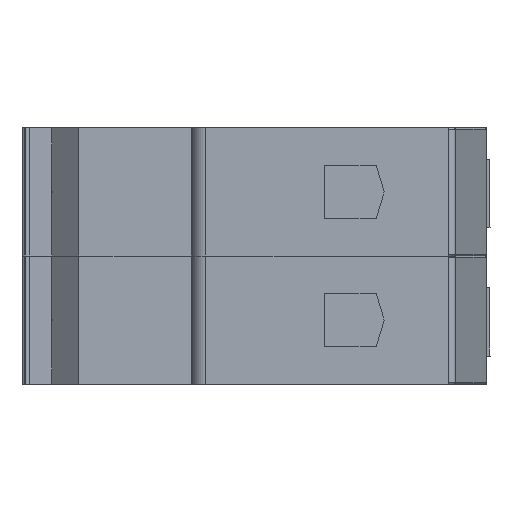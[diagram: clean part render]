
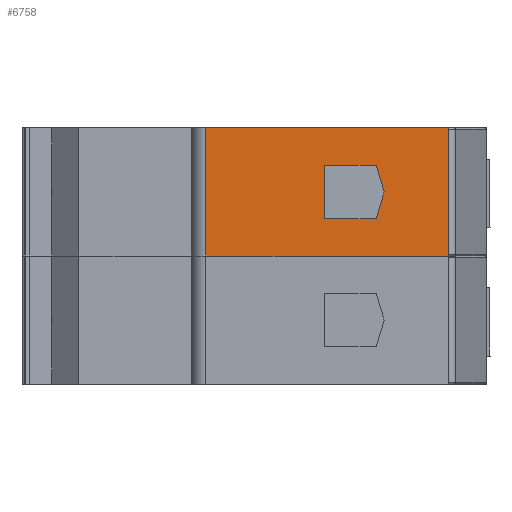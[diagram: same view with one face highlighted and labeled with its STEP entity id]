
A CAD part, left-side view. The second image highlights one B-rep face of the part: STEP entity #6758.
In plain terms, the highlighted planar face has unit normal (-1, 0, 0).
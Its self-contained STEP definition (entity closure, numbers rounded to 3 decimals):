
#368 = LINE ( 'NONE', #17541, #17831 ) ;
#562 = LINE ( 'NONE', #7025, #9404 ) ;
#996 = DIRECTION ( 'NONE',  ( 0., 0., 1. ) ) ;
#1095 = CARTESIAN_POINT ( 'NONE',  ( -48.325, -26.592, 82.24 ) ) ;
#1106 = EDGE_LOOP ( 'NONE', ( #17693, #17727, #18426, #18683, #18808, #19089 ) ) ;
#1200 = DIRECTION ( 'NONE',  ( 0., -0.285, 0.959 ) ) ;
#1543 = CARTESIAN_POINT ( 'NONE',  ( -48.325, -17.644, 82.24 ) ) ;
#1558 = LINE ( 'NONE', #1095, #18437 ) ;
#1708 = CARTESIAN_POINT ( 'NONE',  ( -48.325, -16.544, 85.94 ) ) ;
#1897 = EDGE_CURVE ( 'NONE', #5846, #6611, #1558, .T. ) ;
#2084 = VECTOR ( 'NONE', #13663, 1000. ) ;
#2146 = CARTESIAN_POINT ( 'NONE',  ( -48.325, 15.426, 91.14 ) ) ;
#2225 = EDGE_LOOP ( 'NONE', ( #14429, #15227, #15866, #16625, #16689 ) ) ;
#2484 = VECTOR ( 'NONE', #9557, 1000. ) ;
#2603 = DIRECTION ( 'NONE',  ( 0., 0.285, 0.959 ) ) ;
#2604 = CARTESIAN_POINT ( 'NONE',  ( -48.325, -16.544, 78.54 ) ) ;
#2683 = EDGE_CURVE ( 'NONE', #18465, #19320, #11536, .T. ) ;
#2813 = EDGE_CURVE ( 'NONE', #12259, #18465, #5373, .T. ) ;
#2877 = EDGE_CURVE ( 'NONE', #15364, #12259, #4839, .T. ) ;
#2932 = EDGE_CURVE ( 'NONE', #8306, #15364, #9489, .T. ) ;
#3030 = EDGE_CURVE ( 'NONE', #19320, #8306, #368, .T. ) ;
#3210 = EDGE_CURVE ( 'NONE', #13350, #7791, #19303, .T. ) ;
#3404 = FACE_OUTER_BOUND ( 'NONE', #1106, .T. ) ;
#3538 = EDGE_CURVE ( 'NONE', #5846, #9579, #9425, .T. ) ;
#3725 = EDGE_CURVE ( 'NONE', #20035, #6611, #562, .T. ) ;
#4461 = DIRECTION ( 'NONE',  ( -1., 0., 0. ) ) ;
#4839 = LINE ( 'NONE', #1543, #17331 ) ;
#4924 = DIRECTION ( 'NONE',  ( 0., 1., 0. ) ) ;
#4949 = VECTOR ( 'NONE', #5565, 1000. ) ;
#4969 = CARTESIAN_POINT ( 'NONE',  ( -48.325, -9.344, 85.94 ) ) ;
#5045 = CARTESIAN_POINT ( 'NONE',  ( -48.325, -26.592, 91.14 ) ) ;
#5373 = LINE ( 'NONE', #1708, #13573 ) ;
#5393 = CARTESIAN_POINT ( 'NONE',  ( -48.325, -26.592, 73.54 ) ) ;
#5565 = DIRECTION ( 'NONE',  ( 0., 1., 0. ) ) ;
#5704 = AXIS2_PLACEMENT_3D ( 'NONE', #14311, #4461, #15933 ) ;
#5846 = VERTEX_POINT ( 'NONE', #5393 ) ;
#6611 = VERTEX_POINT ( 'NONE', #9172 ) ;
#6758 = ADVANCED_FACE ( 'NONE', ( #15488, #3404 ), #7733, .T. ) ;
#6972 = DIRECTION ( 'NONE',  ( 0., 0., -1. ) ) ;
#7022 = DIRECTION ( 'NONE',  ( 0., -1., 0. ) ) ;
#7025 = CARTESIAN_POINT ( 'NONE',  ( -48.325, -26.592, 193.2 ) ) ;
#7733 = PLANE ( 'NONE',  #5704 ) ;
#7791 = VERTEX_POINT ( 'NONE', #18869 ) ;
#8306 = VERTEX_POINT ( 'NONE', #20114 ) ;
#8958 = VECTOR ( 'NONE', #7022, 1000. ) ;
#9172 = CARTESIAN_POINT ( 'NONE',  ( -48.325, -26.592, 90.94 ) ) ;
#9274 = CARTESIAN_POINT ( 'NONE',  ( -48.325, -9.344, 85.94 ) ) ;
#9331 = CARTESIAN_POINT ( 'NONE',  ( -48.325, 7.148, 73.34 ) ) ;
#9404 = VECTOR ( 'NONE', #6972, 1000. ) ;
#9425 = LINE ( 'NONE', #18303, #17515 ) ;
#9489 = LINE ( 'NONE', #10044, #8958 ) ;
#9557 = DIRECTION ( 'NONE',  ( 0., 0., -1. ) ) ;
#9579 = VERTEX_POINT ( 'NONE', #20171 ) ;
#10044 = CARTESIAN_POINT ( 'NONE',  ( -48.325, -16.544, 78.54 ) ) ;
#11536 = LINE ( 'NONE', #4969, #20118 ) ;
#12052 = CARTESIAN_POINT ( 'NONE',  ( -48.325, 16.035, 73.34 ) ) ;
#12259 = VERTEX_POINT ( 'NONE', #13830 ) ;
#13350 = VERTEX_POINT ( 'NONE', #16850 ) ;
#13573 = VECTOR ( 'NONE', #2603, 1000. ) ;
#13663 = DIRECTION ( 'NONE',  ( 0., -1., 0. ) ) ;
#13830 = CARTESIAN_POINT ( 'NONE',  ( -48.325, -17.644, 82.24 ) ) ;
#14196 = LINE ( 'NONE', #12052, #4949 ) ;
#14311 = CARTESIAN_POINT ( 'NONE',  ( -48.325, 12.248, 82.24 ) ) ;
#14429 = ORIENTED_EDGE ( 'NONE', *, *, #2683, .F. ) ;
#14691 = LINE ( 'NONE', #2146, #2084 ) ;
#15227 = ORIENTED_EDGE ( 'NONE', *, *, #2813, .F. ) ;
#15364 = VERTEX_POINT ( 'NONE', #2604 ) ;
#15488 = FACE_BOUND ( 'NONE', #2225, .T. ) ;
#15866 = ORIENTED_EDGE ( 'NONE', *, *, #2877, .F. ) ;
#15933 = DIRECTION ( 'NONE',  ( 0., 0., 1. ) ) ;
#16625 = ORIENTED_EDGE ( 'NONE', *, *, #2932, .F. ) ;
#16689 = ORIENTED_EDGE ( 'NONE', *, *, #3030, .F. ) ;
#16850 = CARTESIAN_POINT ( 'NONE',  ( -48.325, 7.148, 91.14 ) ) ;
#17328 = DIRECTION ( 'NONE',  ( 0., 0., -1. ) ) ;
#17331 = VECTOR ( 'NONE', #1200, 1000. ) ;
#17515 = VECTOR ( 'NONE', #18256, 1000. ) ;
#17541 = CARTESIAN_POINT ( 'NONE',  ( -48.325, -9.344, 78.54 ) ) ;
#17693 = ORIENTED_EDGE ( 'NONE', *, *, #19657, .F. ) ;
#17727 = ORIENTED_EDGE ( 'NONE', *, *, #3210, .T. ) ;
#17831 = VECTOR ( 'NONE', #17328, 1000. ) ;
#18256 = DIRECTION ( 'NONE',  ( 0., 0., -1. ) ) ;
#18303 = CARTESIAN_POINT ( 'NONE',  ( -48.325, -26.592, 193.2 ) ) ;
#18426 = ORIENTED_EDGE ( 'NONE', *, *, #19708, .F. ) ;
#18437 = VECTOR ( 'NONE', #996, 1000. ) ;
#18465 = VERTEX_POINT ( 'NONE', #21131 ) ;
#18683 = ORIENTED_EDGE ( 'NONE', *, *, #3538, .F. ) ;
#18808 = ORIENTED_EDGE ( 'NONE', *, *, #1897, .T. ) ;
#18869 = CARTESIAN_POINT ( 'NONE',  ( -48.325, 7.148, 73.34 ) ) ;
#19089 = ORIENTED_EDGE ( 'NONE', *, *, #3725, .F. ) ;
#19303 = LINE ( 'NONE', #9331, #2484 ) ;
#19320 = VERTEX_POINT ( 'NONE', #9274 ) ;
#19657 = EDGE_CURVE ( 'NONE', #13350, #20035, #14691, .T. ) ;
#19708 = EDGE_CURVE ( 'NONE', #9579, #7791, #14196, .T. ) ;
#20035 = VERTEX_POINT ( 'NONE', #5045 ) ;
#20114 = CARTESIAN_POINT ( 'NONE',  ( -48.325, -9.344, 78.54 ) ) ;
#20118 = VECTOR ( 'NONE', #4924, 1000. ) ;
#20171 = CARTESIAN_POINT ( 'NONE',  ( -48.325, -26.592, 73.34 ) ) ;
#21131 = CARTESIAN_POINT ( 'NONE',  ( -48.325, -16.544, 85.94 ) ) ;
